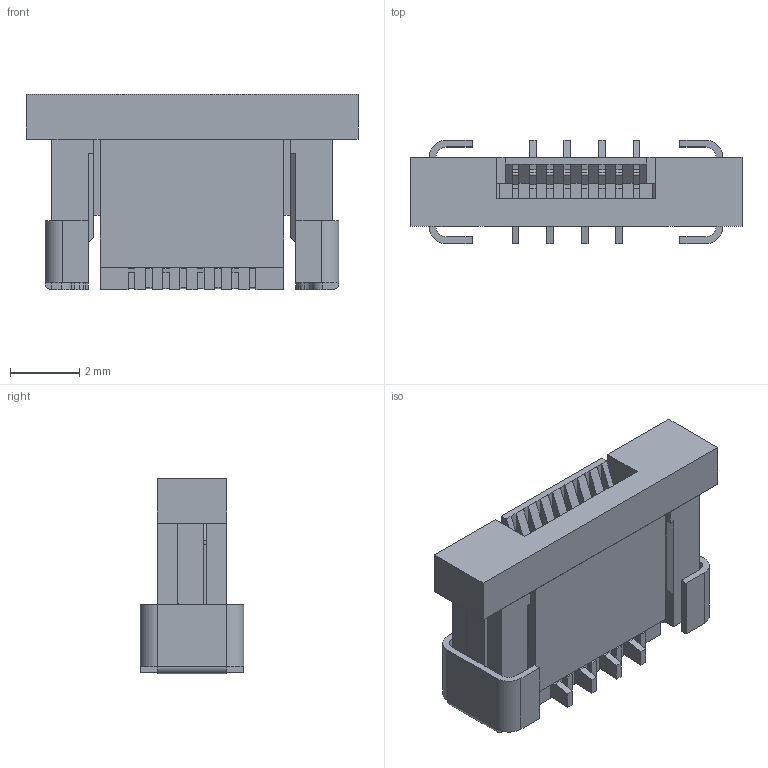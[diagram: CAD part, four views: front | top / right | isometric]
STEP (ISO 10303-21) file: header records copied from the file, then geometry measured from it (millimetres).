
FILE_DESCRIPTION(/* description */ (''),/* implementation_level */ '2;1');
FILE_NAME(/* name */ 'JUSHUO_AFC11-S08ICC-00.step',/* time_stamp */ '2022-06-30T15:18:25+02:00',/* author */ (''),/* organization */ (''),/* preprocessor_version */ 'ST-DEVELOPER v19',/* originating_system */ 'Autodesk Translation Framework v11.7.0.108',/* authorisation */ '');
FILE_SCHEMA (('AUTOMOTIVE_DESIGN { 1 0 10303 214 3 1 1 }'));
Length unit declared in the file: millimetre
Products named in the file (5): JUSHUO_AFC11-S08ICC-00; 6873xx124422_PIN_COTE (1); 6873xx124422_PIN_B (1); 6873xx124422_PIN_A (1); 687308124422_CAP (1)
Assembly tree (11 placements, depth 2):
  JUSHUO_AFC11-S08ICC-00
    6873xx124422_PIN_COTE (1)  x2
    6873xx124422_PIN_A (1)  x4
    6873xx124422_PIN_B (1)  x4
    687308124422_CAP (1)
Bounding box: 9.6 x 3 x 5.65 mm (x, y, z)
Volume: 73.5 mm3; surface area: 480.7 mm2
Topology: 12 solids, 12 shells, 556 faces, 1610 edges, 1048 vertices
Faces by surface type: plane 446, cylinder 110
Entity records: 11062 total; most frequent: CARTESIAN_POINT 1977, ORIENTED_EDGE 1950, DIRECTION 1739, EDGE_CURVE 975, LINE 893, VECTOR 893, VERTEX_POINT 627, AXIS2_PLACEMENT_3D 423
